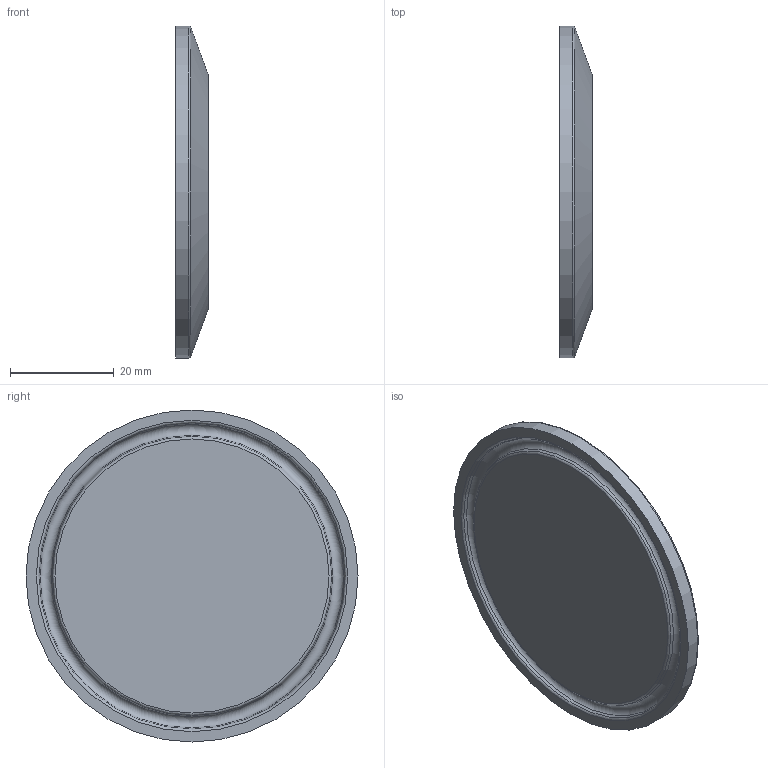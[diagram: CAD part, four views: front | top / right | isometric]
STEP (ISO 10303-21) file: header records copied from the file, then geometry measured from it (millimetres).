
FILE_DESCRIPTION(/* description */ (''),/* implementation_level */ '2;1');
FILE_NAME(/* name */ 'S16AMP-2.stp',/* time_stamp */ '2018-11-26T10:11:04-05:00',/* author */ ('rick'),/* organization */ (''),/* preprocessor_version */ 'ST-DEVELOPER v15.2',/* originating_system */ 'Autodesk Inventor 2014',/* authorisation */ '');
FILE_SCHEMA (('AUTOMOTIVE_DESIGN { 1 0 10303 214 3 1 1 }'));
Length unit declared in the file: inch
Products named in the file (1): S16AMP-2
Bounding box: 6.35 x 63.91 x 63.91 mm (x, y, z)
Volume: 16718 mm3; surface area: 7380.9 mm2
Topology: 1 solids, 1 shells, 357 faces, 956 edges, 635 vertices
Faces by surface type: plane 174, bspline 174, torus 5, cone 3, cylinder 1
Full cylindrical faces by diameter (mm): 63.906 x1
Entity records: 12481 total; most frequent: CARTESIAN_POINT 4724, ORIENTED_EDGE 1894, DIRECTION 978, EDGE_CURVE 947, VERTEX_POINT 635, LINE 588, VECTOR 588, EDGE_LOOP 400
